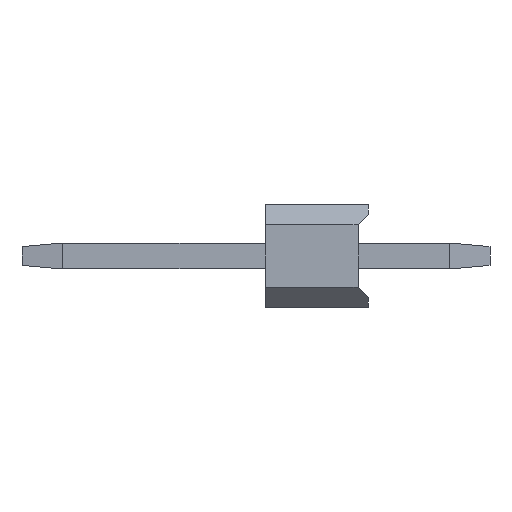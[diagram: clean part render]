
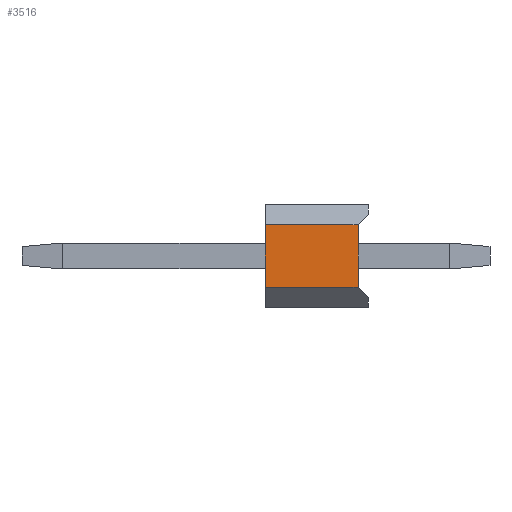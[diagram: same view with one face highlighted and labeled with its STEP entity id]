
A CAD part, left-side view. The second image highlights one B-rep face of the part: STEP entity #3516.
In plain terms, the highlighted planar face has unit normal (-1, 0, 0).
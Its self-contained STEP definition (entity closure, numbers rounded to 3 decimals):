
#165 = CARTESIAN_POINT ( 'NONE',  ( -11.43, 2.54, 0.77 ) ) ;
#182 = AXIS2_PLACEMENT_3D ( 'NONE', #6354, #3276, #667 ) ;
#230 = PLANE ( 'NONE',  #182 ) ;
#434 = VECTOR ( 'NONE', #2210, 1000. ) ;
#502 = CARTESIAN_POINT ( 'NONE',  ( -11.43, 0.254, -0.77 ) ) ;
#667 = DIRECTION ( 'NONE',  ( 0., 0., -1. ) ) ;
#1011 = EDGE_CURVE ( 'NONE', #2687, #3262, #5947, .T. ) ;
#1385 = EDGE_LOOP ( 'NONE', ( #4850, #5879, #5993, #2002 ) ) ;
#1443 = DIRECTION ( 'NONE',  ( 0., 0., 1. ) ) ;
#1464 = VECTOR ( 'NONE', #2017, 1000. ) ;
#1729 = CARTESIAN_POINT ( 'NONE',  ( -11.43, 0.254, 0.77 ) ) ;
#1956 = VERTEX_POINT ( 'NONE', #165 ) ;
#2002 = ORIENTED_EDGE ( 'NONE', *, *, #1011, .T. ) ;
#2017 = DIRECTION ( 'NONE',  ( 0., -1., 0. ) ) ;
#2210 = DIRECTION ( 'NONE',  ( 0., 0., -1. ) ) ;
#2505 = CARTESIAN_POINT ( 'NONE',  ( -11.43, 0.254, 0.77 ) ) ;
#2639 = CARTESIAN_POINT ( 'NONE',  ( -11.43, 2.54, -0.77 ) ) ;
#2686 = LINE ( 'NONE', #1729, #434 ) ;
#2687 = VERTEX_POINT ( 'NONE', #2639 ) ;
#2923 = CARTESIAN_POINT ( 'NONE',  ( -11.43, 2.54, 1.27 ) ) ;
#3146 = VECTOR ( 'NONE', #1443, 1000. ) ;
#3250 = FACE_OUTER_BOUND ( 'NONE', #1385, .T. ) ;
#3262 = VERTEX_POINT ( 'NONE', #502 ) ;
#3276 = DIRECTION ( 'NONE',  ( 1., 0., 0. ) ) ;
#3380 = EDGE_CURVE ( 'NONE', #5184, #3262, #2686, .T. ) ;
#3516 = ADVANCED_FACE ( 'NONE', ( #3250 ), #230, .F. ) ;
#4641 = LINE ( 'NONE', #6228, #4723 ) ;
#4675 = LINE ( 'NONE', #2923, #3146 ) ;
#4723 = VECTOR ( 'NONE', #5687, 1000. ) ;
#4850 = ORIENTED_EDGE ( 'NONE', *, *, #3380, .F. ) ;
#5064 = CARTESIAN_POINT ( 'NONE',  ( -11.43, 2.54, -0.77 ) ) ;
#5184 = VERTEX_POINT ( 'NONE', #2505 ) ;
#5481 = EDGE_CURVE ( 'NONE', #5184, #1956, #4641, .T. ) ;
#5687 = DIRECTION ( 'NONE',  ( 0., 1., 0. ) ) ;
#5879 = ORIENTED_EDGE ( 'NONE', *, *, #5481, .T. ) ;
#5947 = LINE ( 'NONE', #5064, #1464 ) ;
#5993 = ORIENTED_EDGE ( 'NONE', *, *, #6226, .F. ) ;
#6226 = EDGE_CURVE ( 'NONE', #2687, #1956, #4675, .T. ) ;
#6228 = CARTESIAN_POINT ( 'NONE',  ( -11.43, 2.54, 0.77 ) ) ;
#6354 = CARTESIAN_POINT ( 'NONE',  ( -11.43, 2.54, 1.27 ) ) ;
